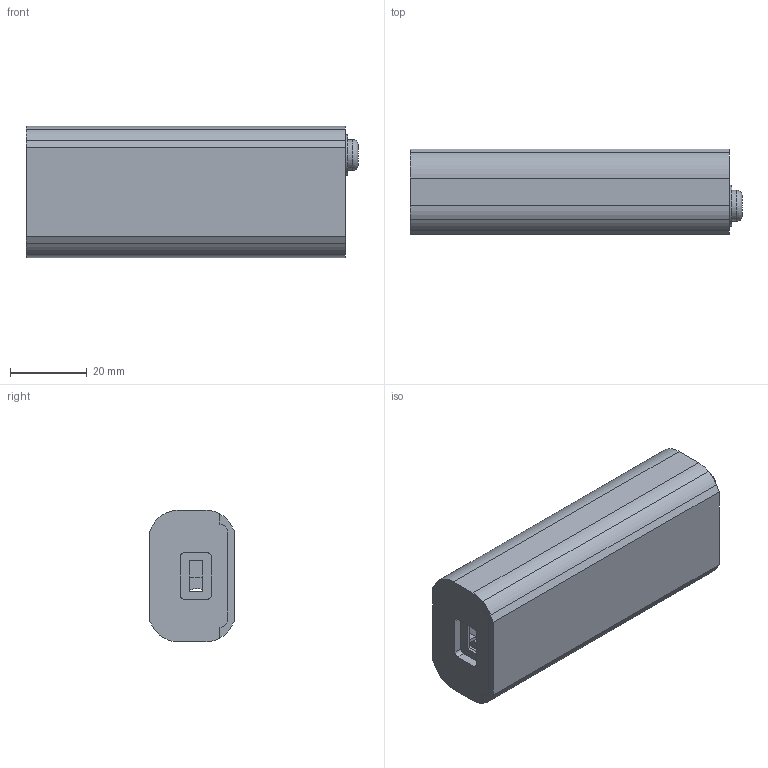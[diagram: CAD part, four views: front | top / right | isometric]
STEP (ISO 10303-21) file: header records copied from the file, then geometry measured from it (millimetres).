
FILE_DESCRIPTION(/* description */ (''),/* implementation_level */ '2;1');
FILE_NAME(/* name */ 'Main Housing v65.step',/* time_stamp */ '2019-05-24T10:47:32+02:00',/* author */ (''),/* organization */ (''),/* preprocessor_version */ 'ST-DEVELOPER v18',/* originating_system */ 'Autodesk Translation Framework v8.2.0.1029',/* authorisation */ '');
FILE_SCHEMA (('AUTOMOTIVE_DESIGN { 1 0 10303 214 3 1 1 }'));
Length unit declared in the file: millimetre
Products named in the file (1): Main Housing
Bounding box: 86.3 x 22.2 x 34.2 mm (x, y, z)
Volume: 19929.4 mm3; surface area: 20668.5 mm2
Topology: 2 solids, 2 shells, 1029 faces, 2954 edges, 1952 vertices
Faces by surface type: bspline 699, plane 268, cylinder 47, cone 10, torus 5
Full cylindrical faces by diameter (mm): 2.2 x4, 8 x1, 9 x1, 10.6 x1, 12 x1
Entity records: 39997 total; most frequent: CARTESIAN_POINT 17999, ORIENTED_EDGE 5900, EDGE_CURVE 2950, DIRECTION 2343, VERTEX_POINT 1952, LINE 1363, VECTOR 1363, B_SPLINE_CURVE_WITH_KNOTS 1302
